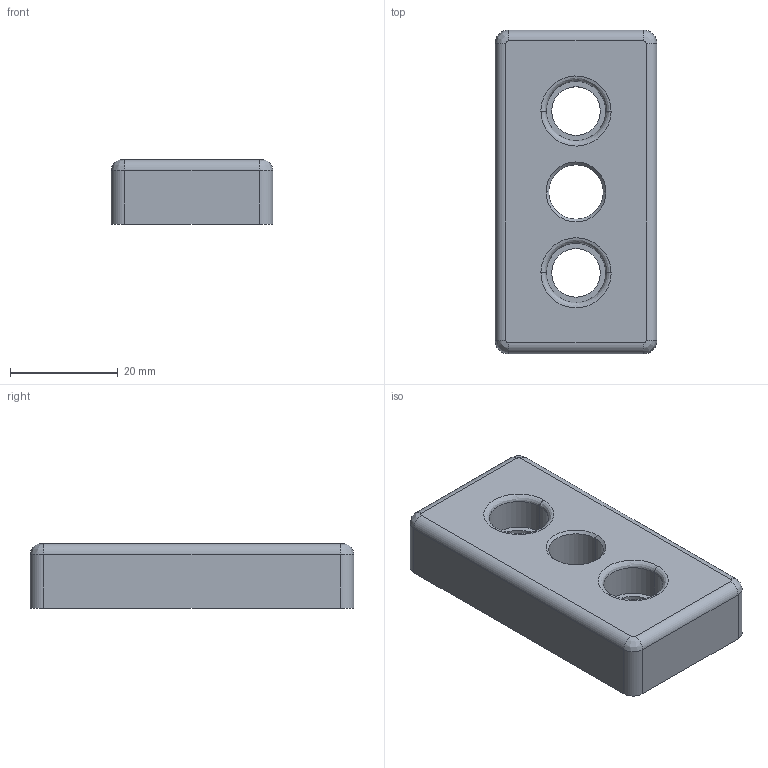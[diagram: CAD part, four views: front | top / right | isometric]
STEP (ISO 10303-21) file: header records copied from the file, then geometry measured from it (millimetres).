
FILE_DESCRIPTION(('FreeCAD Model'),'2;1');
FILE_NAME('Open CASCADE Shape Model','2024-03-18T17:48:09',(''),(''), 'Open CASCADE STEP processor 7.6','FreeCAD','Unknown');
FILE_SCHEMA(('AUTOMOTIVE_DESIGN { 1 0 10303 214 1 1 1 1 }'));
Length unit declared in the file: millimetre
Products named in the file (1): STI6-PB6030M12
Bounding box: 30 x 60 x 12 mm (x, y, z)
Volume: 15361.6 mm3; surface area: 8346.2 mm2
Topology: 1 solids, 1 shells, 212 faces, 501 edges, 299 vertices
Faces by surface type: cylinder 102, bspline 64, plane 44, cone 2
Entity records: 20061 total; most frequent: CARTESIAN_POINT 10643, DIRECTION 1625, ORIENTED_EDGE 998, PCURVE 998, DEFINITIONAL_REPRESENTATION 998, LINE 819, VECTOR 819, EDGE_CURVE 499
